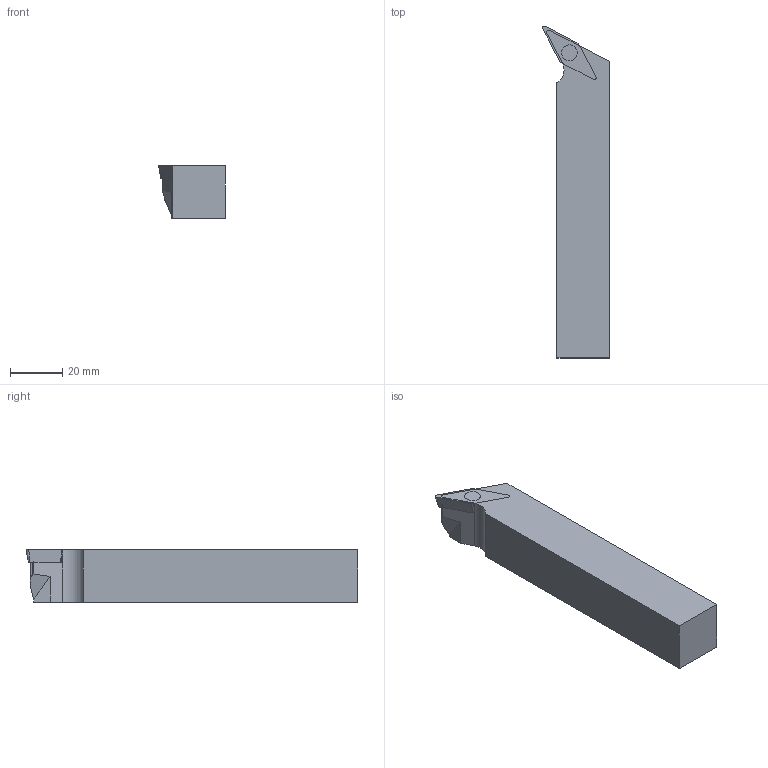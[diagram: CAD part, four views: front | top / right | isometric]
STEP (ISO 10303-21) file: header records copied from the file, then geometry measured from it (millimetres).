
FILE_DESCRIPTION(/* description */ (''),/* implementation_level */ '2;1');
FILE_NAME(/* name */ 'SVPCR2020K16MA_SIM.stp',/* time_stamp */ '2021-08-26T11:13:40+02:00',/* author */ (''),/* organization */ (''),/* preprocessor_version */ 'ST-DEVELOPER v16.7',/* originating_system */ 'SIEMENS PLM Software NX 12.0',/* authorisation */ '');
FILE_SCHEMA (('AUTOMOTIVE_DESIGN { 1 0 10303 214 3 1 1 1 }'));
Length unit declared in the file: millimetre
Products named in the file (1): krab962C9A89fmst
Bounding box: 25.5 x 126.5 x 19.99 mm (x, y, z)
Volume: 47555.6 mm3; surface area: 10996.5 mm2
Topology: 2 solids, 2 shells, 28 faces, 71 edges, 47 vertices
Faces by surface type: plane 17, cylinder 6, bspline 4, torus 1
Full cylindrical faces by diameter (mm): 4.4 x1, 6 x1
Entity records: 1121 total; most frequent: CARTESIAN_POINT 462, ORIENTED_EDGE 134, DIRECTION 113, EDGE_CURVE 67, VERTEX_POINT 46, LINE 39, VECTOR 39, AXIS2_PLACEMENT_3D 37
